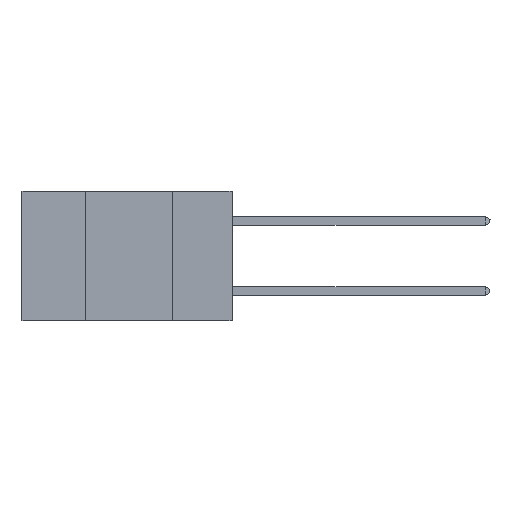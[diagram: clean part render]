
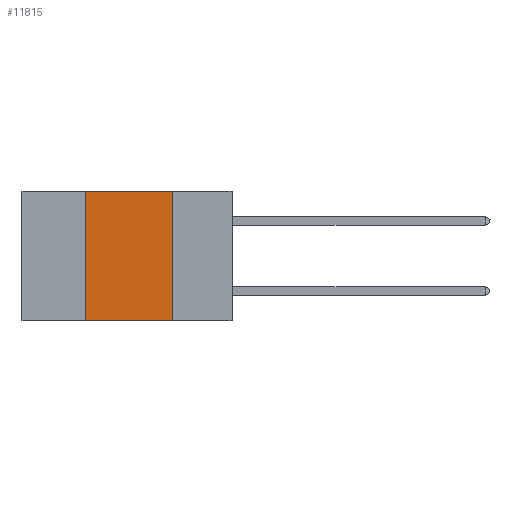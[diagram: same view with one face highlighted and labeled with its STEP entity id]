
A CAD part, left-side view. The second image highlights one B-rep face of the part: STEP entity #11815.
In plain terms, the highlighted planar face has unit normal (-1, 0, 0).
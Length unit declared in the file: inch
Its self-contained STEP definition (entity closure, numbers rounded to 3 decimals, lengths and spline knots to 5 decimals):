
#3216 = ORIENTED_EDGE ( 'NONE', *, *, #20143, .F. ) ;
#3554 = EDGE_CURVE ( 'NONE', #14467, #31305, #36779, .T. ) ;
#4011 = DIRECTION ( 'NONE',  ( 1., 0., 0. ) ) ;
#4464 = CARTESIAN_POINT ( 'NONE',  ( 0., 0.6, 0. ) ) ;
#4476 = CARTESIAN_POINT ( 'NONE',  ( 0., 0.42, 0. ) ) ;
#7255 = FACE_OUTER_BOUND ( 'NONE', #32517, .T. ) ;
#7257 = ORIENTED_EDGE ( 'NONE', *, *, #45661, .F. ) ;
#11773 = DIRECTION ( 'NONE',  ( 0., -1., 0. ) ) ;
#11815 = ADVANCED_FACE ( 'NONE', ( #7255 ), #21391, .F. ) ;
#13102 = LINE ( 'NONE', #40220, #40262 ) ;
#14273 = LINE ( 'NONE', #28403, #16411 ) ;
#14314 = CARTESIAN_POINT ( 'NONE',  ( 0., 0.17, -0.37 ) ) ;
#14467 = VERTEX_POINT ( 'NONE', #21974 ) ;
#14630 = VECTOR ( 'NONE', #26451, 39.37008 ) ;
#16411 = VECTOR ( 'NONE', #24245, 39.37008 ) ;
#17910 = DIRECTION ( 'NONE',  ( 0., 0., -1. ) ) ;
#18683 = VERTEX_POINT ( 'NONE', #4476 ) ;
#18715 = CARTESIAN_POINT ( 'NONE',  ( 0., 0.6, -0.37 ) ) ;
#19502 = LINE ( 'NONE', #4464, #14630 ) ;
#19858 = ORIENTED_EDGE ( 'NONE', *, *, #3554, .T. ) ;
#20143 = EDGE_CURVE ( 'NONE', #36661, #31305, #14273, .T. ) ;
#21391 = PLANE ( 'NONE',  #34731 ) ;
#21953 = CARTESIAN_POINT ( 'NONE',  ( 0., 0.17, 0. ) ) ;
#21974 = CARTESIAN_POINT ( 'NONE',  ( 0., 0.42, -0.37 ) ) ;
#24245 = DIRECTION ( 'NONE',  ( 0., 0., -1. ) ) ;
#25582 = EDGE_CURVE ( 'NONE', #14467, #18683, #13102, .T. ) ;
#26451 = DIRECTION ( 'NONE',  ( 0., -1., 0. ) ) ;
#28403 = CARTESIAN_POINT ( 'NONE',  ( 0., 0.17, 0. ) ) ;
#29811 = DIRECTION ( 'NONE',  ( 0., 0., 1. ) ) ;
#31305 = VERTEX_POINT ( 'NONE', #14314 ) ;
#32517 = EDGE_LOOP ( 'NONE', ( #3216, #7257, #42093, #19858 ) ) ;
#34731 = AXIS2_PLACEMENT_3D ( 'NONE', #39437, #4011, #17910 ) ;
#36661 = VERTEX_POINT ( 'NONE', #21953 ) ;
#36779 = LINE ( 'NONE', #18715, #38294 ) ;
#38294 = VECTOR ( 'NONE', #11773, 39.37008 ) ;
#39437 = CARTESIAN_POINT ( 'NONE',  ( 0., 0.6, 0. ) ) ;
#40220 = CARTESIAN_POINT ( 'NONE',  ( 0., 0.42, 0. ) ) ;
#40262 = VECTOR ( 'NONE', #29811, 39.37008 ) ;
#42093 = ORIENTED_EDGE ( 'NONE', *, *, #25582, .F. ) ;
#45661 = EDGE_CURVE ( 'NONE', #18683, #36661, #19502, .T. ) ;
